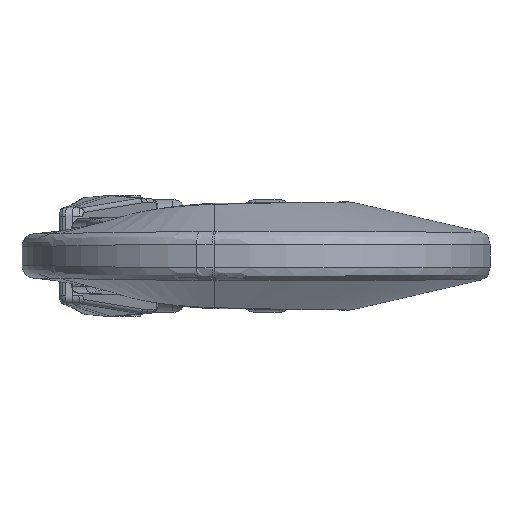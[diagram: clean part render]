
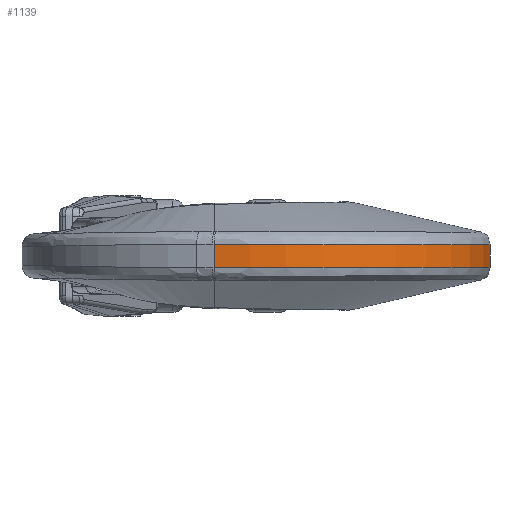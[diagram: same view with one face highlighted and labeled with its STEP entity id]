
A CAD part, front view. The second image highlights one B-rep face of the part: STEP entity #1139.
In plain terms, the highlighted cylindrical face has radius 53.449 mm (diameter 106.897 mm), a partial arc.
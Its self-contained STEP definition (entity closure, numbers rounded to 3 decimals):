
#326=CYLINDRICAL_SURFACE('',#6333,53.449);
#556=B_SPLINE_CURVE_WITH_KNOTS('',3,(#13454,#13455,#13456,#13457,#13458,
#13459,#13460,#13461,#13462,#13463,#13464,#13465,#13466,#13467,#13468,#13469,
#13470,#13471),.UNSPECIFIED.,.F.,.F.,(4,2,2,2,2,2,2,2,4),(0.,0.125,0.25,
0.375,0.5,0.625,0.75,0.875,1.),.UNSPECIFIED.);
#557=B_SPLINE_CURVE_WITH_KNOTS('',3,(#13475,#13476,#13477,#13478,#13479,
#13480,#13481,#13482,#13483,#13484,#13485,#13486,#13487,#13488,#13489,#13490,
#13491,#13492),.UNSPECIFIED.,.F.,.F.,(4,2,2,2,2,2,2,2,4),(0.,0.125,0.25,
0.375,0.5,0.625,0.75,0.875,1.),.UNSPECIFIED.);
#1139=ADVANCED_FACE('',(#1591),#326,.T.);
#1591=FACE_OUTER_BOUND('',#1973,.T.);
#1973=EDGE_LOOP('',(#3424,#3425,#3426,#3427));
#3424=ORIENTED_EDGE('',*,*,#5223,.F.);
#3425=ORIENTED_EDGE('',*,*,#5226,.T.);
#3426=ORIENTED_EDGE('',*,*,#5227,.T.);
#3427=ORIENTED_EDGE('',*,*,#5228,.F.);
#4471=VERTEX_POINT('',#13431);
#4472=VERTEX_POINT('',#13433);
#4474=VERTEX_POINT('',#13472);
#4475=VERTEX_POINT('',#13474);
#5223=EDGE_CURVE('',#4471,#4472,#5691,.T.);
#5226=EDGE_CURVE('',#4471,#4474,#556,.T.);
#5227=EDGE_CURVE('',#4474,#4475,#5692,.T.);
#5228=EDGE_CURVE('',#4472,#4475,#557,.T.);
#5691=LINE('',#13432,#5923);
#5692=LINE('',#13473,#5925);
#5923=VECTOR('',#7464,1.);
#5925=VECTOR('',#7466,1.);
#6333=AXIS2_PLACEMENT_3D('',#13493,#7467,#7468);
#7464=DIRECTION('',(0.,0.,-1.));
#7466=DIRECTION('',(0.,0.,-1.));
#7467=DIRECTION('',(0.,0.,-1.));
#7468=DIRECTION('',(-1.,0.,0.));
#13431=CARTESIAN_POINT('',(63.5,0.,2.621));
#13432=CARTESIAN_POINT('',(63.5,0.,23.));
#13433=CARTESIAN_POINT('',(63.5,0.,-2.621));
#13454=CARTESIAN_POINT('',(63.5,0.,2.621));
#13455=CARTESIAN_POINT('',(63.895,-4.158,2.615));
#13456=CARTESIAN_POINT('',(63.802,-8.29,2.61));
#13457=CARTESIAN_POINT('',(62.663,-16.5,2.603));
#13458=CARTESIAN_POINT('',(61.605,-20.562,2.601));
#13459=CARTESIAN_POINT('',(58.623,-28.239,2.6));
#13460=CARTESIAN_POINT('',(56.662,-31.95,2.6));
#13461=CARTESIAN_POINT('',(51.969,-38.767,2.603));
#13462=CARTESIAN_POINT('',(49.266,-41.858,2.606));
#13463=CARTESIAN_POINT('',(43.152,-47.406,2.614));
#13464=CARTESIAN_POINT('',(39.726,-49.854,2.619));
#13465=CARTESIAN_POINT('',(32.506,-53.839,2.633));
#13466=CARTESIAN_POINT('',(28.621,-55.429,2.641));
#13467=CARTESIAN_POINT('',(20.643,-57.651,2.659));
#13468=CARTESIAN_POINT('',(16.575,-58.291,2.67));
#13469=CARTESIAN_POINT('',(8.28,-58.623,2.694));
#13470=CARTESIAN_POINT('',(4.099,-58.304,2.707));
#13471=CARTESIAN_POINT('',(0.,-57.5,2.722));
#13472=CARTESIAN_POINT('',(0.,-57.5,2.722));
#13473=CARTESIAN_POINT('',(0.,-57.5,23.));
#13474=CARTESIAN_POINT('',(0.,-57.5,-2.722));
#13475=CARTESIAN_POINT('',(63.5,0.,-2.621));
#13476=CARTESIAN_POINT('',(63.895,-4.158,-2.615));
#13477=CARTESIAN_POINT('',(63.802,-8.29,-2.61));
#13478=CARTESIAN_POINT('',(62.663,-16.5,-2.603));
#13479=CARTESIAN_POINT('',(61.605,-20.562,-2.601));
#13480=CARTESIAN_POINT('',(58.623,-28.239,-2.6));
#13481=CARTESIAN_POINT('',(56.662,-31.95,-2.6));
#13482=CARTESIAN_POINT('',(51.969,-38.767,-2.603));
#13483=CARTESIAN_POINT('',(49.266,-41.858,-2.606));
#13484=CARTESIAN_POINT('',(43.152,-47.406,-2.614));
#13485=CARTESIAN_POINT('',(39.726,-49.854,-2.619));
#13486=CARTESIAN_POINT('',(32.506,-53.839,-2.633));
#13487=CARTESIAN_POINT('',(28.621,-55.429,-2.641));
#13488=CARTESIAN_POINT('',(20.643,-57.651,-2.659));
#13489=CARTESIAN_POINT('',(16.575,-58.291,-2.67));
#13490=CARTESIAN_POINT('',(8.28,-58.623,-2.694));
#13491=CARTESIAN_POINT('',(4.099,-58.304,-2.707));
#13492=CARTESIAN_POINT('',(0.,-57.5,-2.722));
#13493=CARTESIAN_POINT('',(10.291,-5.051,23.));
